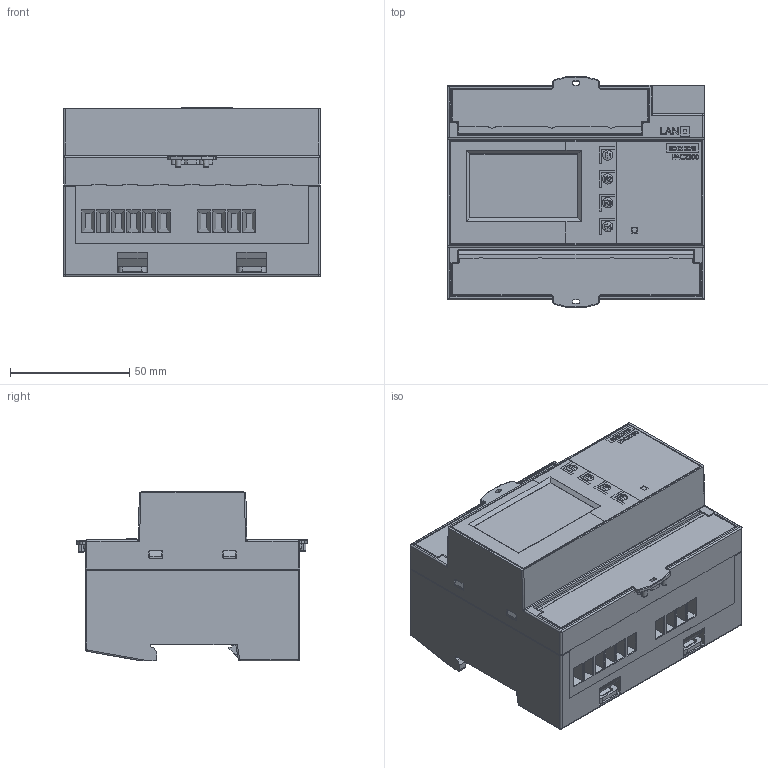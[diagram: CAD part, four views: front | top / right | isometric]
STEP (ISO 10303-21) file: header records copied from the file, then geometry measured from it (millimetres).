
FILE_DESCRIPTION(('STEP AP214'),'1');
FILE_NAME('cctmp_99998C81-23C6-474C-A64E-640F726263C8_2023_07_22_12_09_33_0170..stp','2023-07-22T10:09:35',('SIEMENS A&D'),('CADClick - www.CADClick.com'),'Spatial InterOp 3D postprocessed',' ','unknown authorization');
FILE_SCHEMA(('AUTOMOTIVE_DESIGN'));
Length unit declared in the file: millimetre
Products named in the file (4): cc_unnamed; 2023_07_22_12_09_33_0065; 2023_07_22_12_09_33_0061; 2023_07_22_12_09_33_0057
Assembly tree (3 placements, depth 2):
  cc_unnamed
    2023_07_22_12_09_33_0065
    2023_07_22_12_09_33_0061
    2023_07_22_12_09_33_0057
Bounding box: 107.8 x 96.9 x 71.33 mm (x, y, z)
Volume: 255010.6 mm3; surface area: 110024.9 mm2
Topology: 3 solids, 3 shells, 3222 faces, 8904 edges, 5766 vertices
Faces by surface type: plane 2351, cylinder 577, extrusion 116, bspline 82, sphere 43, torus 33, cone 20
Entity records: 116996 total; most frequent: CARTESIAN_POINT 25190, ORIENTED_EDGE 17732, DIRECTION 15912, EDGE_CURVE 8866, VECTOR 7006, LINE 6890, VERTEX_POINT 5766, AXIS2_PLACEMENT_3D 4453
